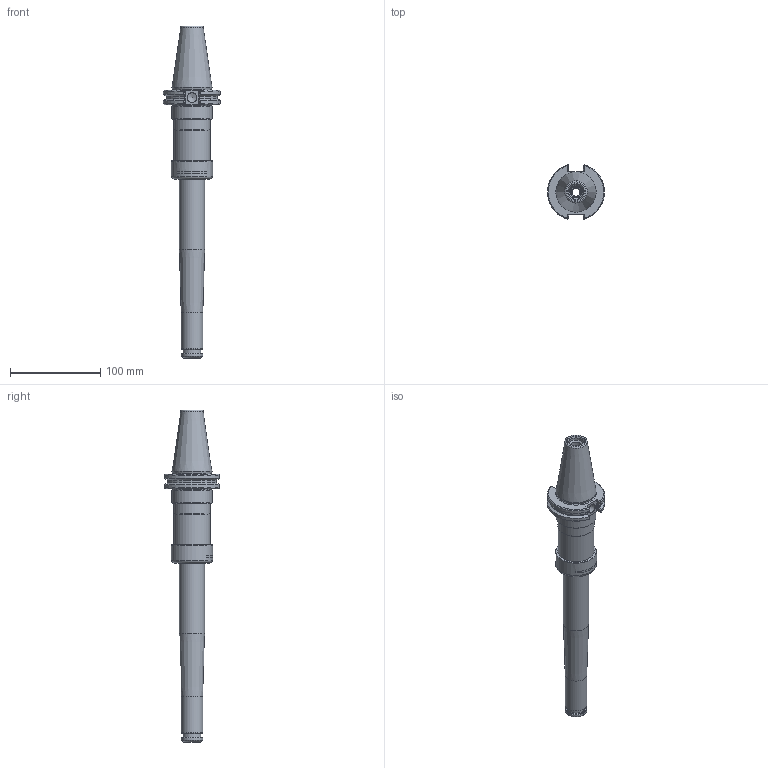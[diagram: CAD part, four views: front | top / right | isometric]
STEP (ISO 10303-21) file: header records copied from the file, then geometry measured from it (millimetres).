
FILE_DESCRIPTION(/* description */ (''),/* implementation_level */ '2;1');
FILE_NAME(/* name */ '884373131.stp',/* time_stamp */ '2023-03-15T12:09:47',/* author */ ('Ratnasingam Jekanthan'),/* organization */ ('REGO-FIX'),/* preprocessor_version */ ' Unknown',/* originating_system */ 'SIEMENS PLM Software Solid Edge ST10',/* authorization */ 'Unknown');
FILE_SCHEMA (('AUTOMOTIVE_DESIGN { 1 0 10303 214 2 1 1}'));
Length unit declared in the file: millimetre
Products named in the file (1): NOCUT
Bounding box: 63.28 x 60.79 x 368.55 mm (x, y, z)
Volume: 281502.3 mm3; surface area: 66091.5 mm2
Topology: 1 solids, 3 shells, 157 faces, 377 edges, 237 vertices
Faces by surface type: plane 47, cone 42, cylinder 36, torus 24, bspline 8
Full cylindrical faces by diameter (mm): 9 x1, 10 x1, 10.7 x1, 13 x1, 13.53 x2, 15 x1, 16.5 x1, 19.5 x1, 23.8 x1, 24 x2, 24.7 x1, 25 x1, 28 x1, 29 x1, 33 x1, 34 x1, 38.376 x1, 40 x1, 40.05 x1, 40.5 x1, 43.3 x1, 44.45 x1, 45.65 x1
Entity records: 5235 total; most frequent: CARTESIAN_POINT 955, DIRECTION 641, ORIENTED_EDGE 554, AXIS2_PLACEMENT_3D 284, EDGE_CURVE 277, FACE_BOUND 254, EDGE_LOOP 253, VERTEX_POINT 217
